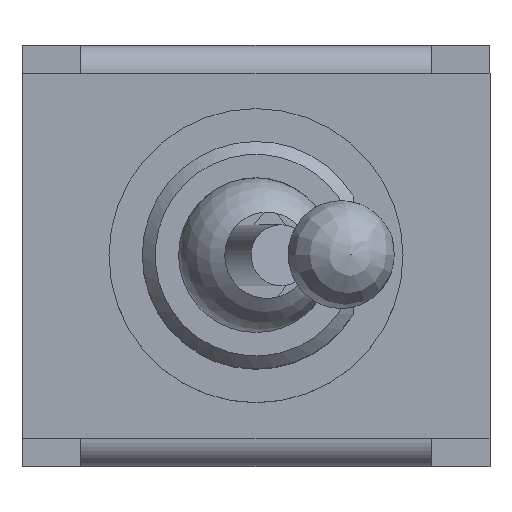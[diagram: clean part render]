
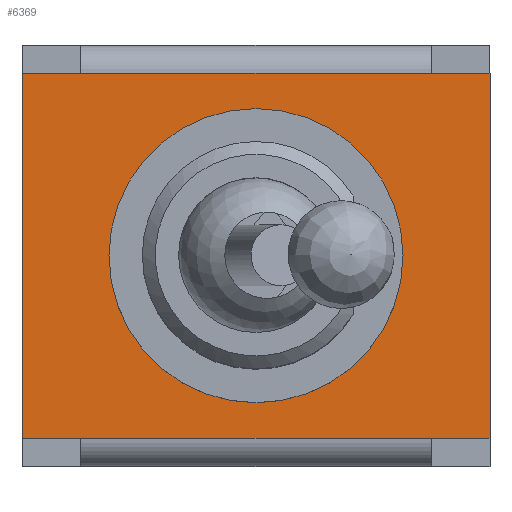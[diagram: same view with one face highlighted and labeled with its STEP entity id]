
A CAD part, top view. The second image highlights one B-rep face of the part: STEP entity #6369.
In plain terms, the highlighted planar face has unit normal (0, 0, 1).
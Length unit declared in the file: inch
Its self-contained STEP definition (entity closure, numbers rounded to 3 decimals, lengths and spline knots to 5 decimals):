
#48=FACE_BOUND('',#640,.T.);
#263=FACE_OUTER_BOUND('',#639,.T.);
#639=EDGE_LOOP('',(#4431,#4432,#4433,#4434,#4435,#4436,#4437,#4438));
#640=EDGE_LOOP('',(#4439));
#1159=LINE('',#9606,#1891);
#1160=LINE('',#9609,#1892);
#1161=LINE('',#9611,#1893);
#1162=LINE('',#9613,#1894);
#1163=LINE('',#9615,#1895);
#1164=LINE('',#9617,#1896);
#1165=LINE('',#9619,#1897);
#1166=LINE('',#9620,#1898);
#1891=VECTOR('',#7629,0.3937);
#1892=VECTOR('',#7632,0.3937);
#1893=VECTOR('',#7633,0.3937);
#1894=VECTOR('',#7634,0.3937);
#1895=VECTOR('',#7635,0.3937);
#1896=VECTOR('',#7636,0.3937);
#1897=VECTOR('',#7637,0.3937);
#1898=VECTOR('',#7638,0.3937);
#2482=CIRCLE('',#6800,0.15709);
#2768=VERTEX_POINT('',#9602);
#2769=VERTEX_POINT('',#9604);
#2770=VERTEX_POINT('',#9608);
#2771=VERTEX_POINT('',#9610);
#2772=VERTEX_POINT('',#9612);
#2773=VERTEX_POINT('',#9614);
#2774=VERTEX_POINT('',#9616);
#2775=VERTEX_POINT('',#9618);
#2776=VERTEX_POINT('',#9621);
#3412=EDGE_CURVE('',#2768,#2769,#1159,.T.);
#3413=EDGE_CURVE('',#2769,#2770,#1160,.T.);
#3414=EDGE_CURVE('',#2770,#2771,#1161,.T.);
#3415=EDGE_CURVE('',#2772,#2771,#1162,.T.);
#3416=EDGE_CURVE('',#2773,#2772,#1163,.T.);
#3417=EDGE_CURVE('',#2773,#2774,#1164,.T.);
#3418=EDGE_CURVE('',#2774,#2775,#1165,.T.);
#3419=EDGE_CURVE('',#2768,#2775,#1166,.T.);
#3420=EDGE_CURVE('',#2776,#2776,#2482,.T.);
#4431=ORIENTED_EDGE('',*,*,#3412,.T.);
#4432=ORIENTED_EDGE('',*,*,#3413,.T.);
#4433=ORIENTED_EDGE('',*,*,#3414,.T.);
#4434=ORIENTED_EDGE('',*,*,#3415,.F.);
#4435=ORIENTED_EDGE('',*,*,#3416,.F.);
#4436=ORIENTED_EDGE('',*,*,#3417,.T.);
#4437=ORIENTED_EDGE('',*,*,#3418,.T.);
#4438=ORIENTED_EDGE('',*,*,#3419,.F.);
#4439=ORIENTED_EDGE('',*,*,#3420,.T.);
#6105=PLANE('',#6799);
#6369=ADVANCED_FACE('',(#263,#48),#6105,.T.);
#6799=AXIS2_PLACEMENT_3D('',#9607,#7630,#7631);
#6800=AXIS2_PLACEMENT_3D('',#9622,#7639,#7640);
#7629=DIRECTION('',(1.,0.,0.));
#7630=DIRECTION('center_axis',(0.,0.,
1.));
#7631=DIRECTION('ref_axis',(1.,0.,0.));
#7632=DIRECTION('',(1.,0.,0.));
#7633=DIRECTION('',(0.,1.,0.));
#7634=DIRECTION('',(1.,0.,0.));
#7635=DIRECTION('',(1.,0.,0.));
#7636=DIRECTION('',(-1.,0.,0.));
#7637=DIRECTION('',(0.,-1.,0.));
#7638=DIRECTION('',(-1.,0.,0.));
#7639=DIRECTION('center_axis',(0.,0.,
-1.));
#7640=DIRECTION('ref_axis',(-1.,0.,0.));
#9602=CARTESIAN_POINT('',(-0.18701,-0.19508,0.35));
#9604=CARTESIAN_POINT('',(0.18701,-0.19508,0.35));
#9606=CARTESIAN_POINT('',(0.,-0.19508,0.35));
#9607=CARTESIAN_POINT('Origin',(0.,0.19508,
0.35));
#9608=CARTESIAN_POINT('',(0.25,-0.19508,0.35));
#9609=CARTESIAN_POINT('',(0.18701,-0.19508,0.35));
#9610=CARTESIAN_POINT('',(0.25,0.19508,0.35));
#9611=CARTESIAN_POINT('',(0.25,-0.19508,0.35));
#9612=CARTESIAN_POINT('',(0.18701,0.19508,0.35));
#9613=CARTESIAN_POINT('',(0.18701,0.19508,0.35));
#9614=CARTESIAN_POINT('',(-0.18701,0.19508,0.35));
#9615=CARTESIAN_POINT('',(0.,0.19508,0.35));
#9616=CARTESIAN_POINT('',(-0.25,0.19508,0.35));
#9617=CARTESIAN_POINT('',(-0.18701,0.19508,0.35));
#9618=CARTESIAN_POINT('',(-0.25,-0.19508,0.35));
#9619=CARTESIAN_POINT('',(-0.25,-0.19508,0.35));
#9620=CARTESIAN_POINT('',(-0.18701,-0.19508,0.35));
#9621=CARTESIAN_POINT('',(0.15709,0.,0.35));
#9622=CARTESIAN_POINT('Origin',(0.,0.,
0.35));
